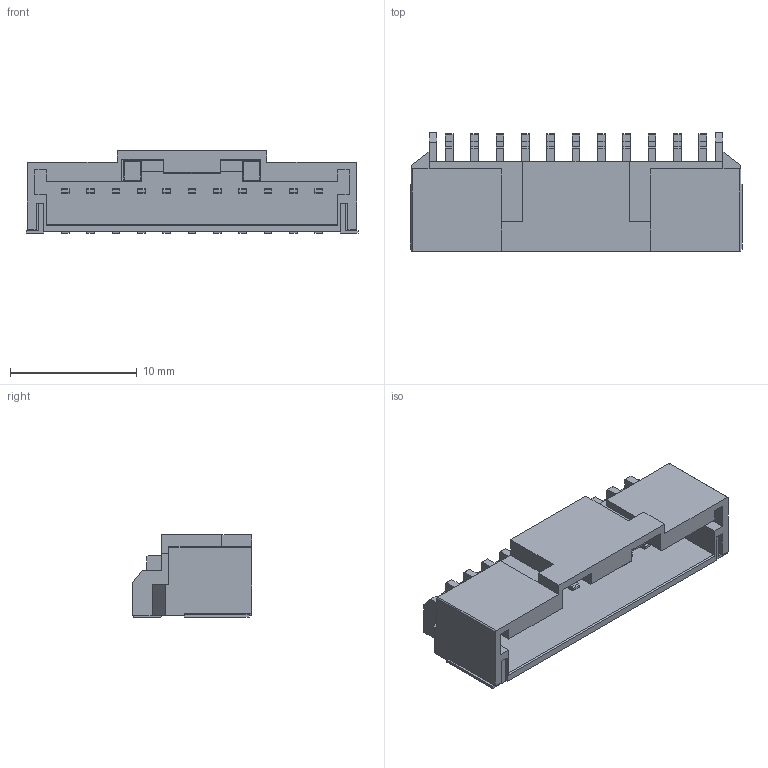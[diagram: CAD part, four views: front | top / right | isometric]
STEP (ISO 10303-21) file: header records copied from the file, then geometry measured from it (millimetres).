
FILE_DESCRIPTION (( 'STEP AP214' ), '1' );
FILE_NAME ('CONN-SMD_5023521100.step', '2022-08-01T04:32:47', ( '' ), ( '' ), 'SwSTEP 2.0', 'SolidWorks 2020', '' );
FILE_SCHEMA (( 'AUTOMOTIVE_DESIGN' ));
Length unit declared in the file: millimetre
Products named in the file (1): CONN-SMD_5023521100
Bounding box: 26.2 x 9.4 x 6.5 mm (x, y, z)
Volume: 508.2 mm3; surface area: 1592 mm2
Topology: 14 solids, 14 shells, 643 faces, 1736 edges, 1150 vertices
Faces by surface type: plane 527, bspline 114, cylinder 2
Entity records: 26568 total; most frequent: CARTESIAN_POINT 5892, ORIENTED_EDGE 3472, DIRECTION 2568, EDGE_CURVE 1736, VECTOR 1500, LINE 1500, VERTEX_POINT 1150, EDGE_LOOP 686
